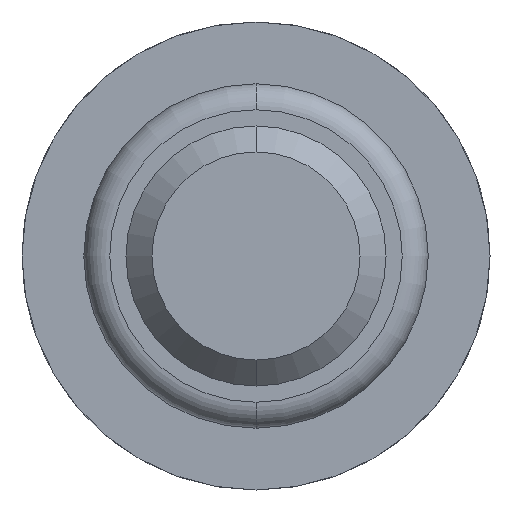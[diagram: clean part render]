
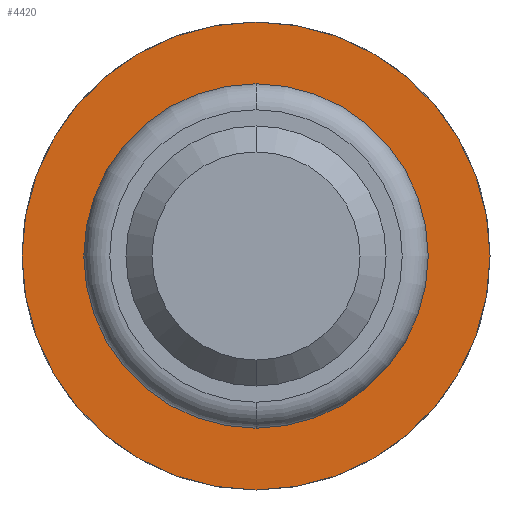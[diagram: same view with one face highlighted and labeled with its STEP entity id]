
A CAD part, front view. The second image highlights one B-rep face of the part: STEP entity #4420.
In plain terms, the highlighted planar face has unit normal (0, -1, 0).
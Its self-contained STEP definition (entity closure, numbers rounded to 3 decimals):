
#15 = CIRCLE ( 'NONE', #4446, 1.8 ) ;
#71 = DIRECTION ( 'NONE',  ( 0., 1., 0. ) ) ;
#78 = CIRCLE ( 'NONE', #3436, 1.8 ) ;
#126 = AXIS2_PLACEMENT_3D ( 'NONE', #4016, #1558, #169 ) ;
#169 = DIRECTION ( 'NONE',  ( 0., 0., 1. ) ) ;
#293 = EDGE_LOOP ( 'NONE', ( #4408, #4309 ) ) ;
#368 = EDGE_CURVE ( 'Defeature ausgef�hrt4_12+Defeature ausgef�hrt4_13+Defeature ausgef�hrt4_13+Defeature ausgef�hrt4_13', #2892, #4087, #15, .T. ) ;
#423 = DIRECTION ( 'NONE',  ( 0., 1., 0. ) ) ;
#757 = DIRECTION ( 'NONE',  ( 0., 0., 1. ) ) ;
#783 = EDGE_CURVE ( 'Defeature ausgef�hrt4_13+Defeature ausgef�hrt4_14+Defeature ausgef�hrt4_14+Defeature ausgef�hrt4_14', #4371, #4033, #1958, .T. ) ;
#906 = AXIS2_PLACEMENT_3D ( 'NONE', #3509, #2803, #1778 ) ;
#913 = FACE_BOUND ( 'NONE', #293, .T. ) ;
#1116 = CARTESIAN_POINT ( 'NONE',  ( 0., -1.8, 0. ) ) ;
#1133 = DIRECTION ( 'NONE',  ( 0., 0., 1. ) ) ;
#1531 = CIRCLE ( 'NONE', #126, 1.325 ) ;
#1558 = DIRECTION ( 'NONE',  ( 0., 1., 0. ) ) ;
#1778 = DIRECTION ( 'NONE',  ( 0., 0., 1. ) ) ;
#1795 = CARTESIAN_POINT ( 'NONE',  ( 0., -1.8, 0. ) ) ;
#1849 = DIRECTION ( 'NONE',  ( 0., 1., 0. ) ) ;
#1950 = EDGE_LOOP ( 'NONE', ( #3426, #3096 ) ) ;
#1958 = CIRCLE ( 'NONE', #2357, 1.325 ) ;
#2002 = EDGE_CURVE ( 'Defeature ausgef�hrt4_13+Defeature ausgef�hrt4_14+Defeature ausgef�hrt4_14+Defeature ausgef�hrt4_14', #4033, #4371, #1531, .T. ) ;
#2023 = CARTESIAN_POINT ( 'NONE',  ( 0., -1.8, 1.325 ) ) ;
#2155 = CARTESIAN_POINT ( 'NONE',  ( 0., -1.8, 0. ) ) ;
#2357 = AXIS2_PLACEMENT_3D ( 'NONE', #1795, #423, #1133 ) ;
#2803 = DIRECTION ( 'NONE',  ( 0., 1., 0. ) ) ;
#2892 = VERTEX_POINT ( 'NONE', #4519 ) ;
#2904 = DIRECTION ( 'NONE',  ( 0., 0., 1. ) ) ;
#3096 = ORIENTED_EDGE ( 'NONE', *, *, #4535, .F. ) ;
#3426 = ORIENTED_EDGE ( 'NONE', *, *, #368, .F. ) ;
#3436 = AXIS2_PLACEMENT_3D ( 'NONE', #1116, #71, #757 ) ;
#3509 = CARTESIAN_POINT ( 'NONE',  ( 1.8, -1.8, 0. ) ) ;
#3653 = CARTESIAN_POINT ( 'NONE',  ( 0., -1.8, -1.325 ) ) ;
#3854 = PLANE ( 'NONE',  #906 ) ;
#3909 = CARTESIAN_POINT ( 'NONE',  ( 0., -1.8, -1.8 ) ) ;
#4016 = CARTESIAN_POINT ( 'NONE',  ( 0., -1.8, 0. ) ) ;
#4033 = VERTEX_POINT ( 'NONE', #2023 ) ;
#4087 = VERTEX_POINT ( 'NONE', #3909 ) ;
#4309 = ORIENTED_EDGE ( 'NONE', *, *, #783, .T. ) ;
#4317 = FACE_OUTER_BOUND ( 'NONE', #1950, .T. ) ;
#4371 = VERTEX_POINT ( 'NONE', #3653 ) ;
#4408 = ORIENTED_EDGE ( 'NONE', *, *, #2002, .T. ) ;
#4420 = ADVANCED_FACE ( 'Defeature ausgef�hrt4_13', ( #4317, #913 ), #3854, .F. ) ;
#4446 = AXIS2_PLACEMENT_3D ( 'NONE', #2155, #1849, #2904 ) ;
#4519 = CARTESIAN_POINT ( 'NONE',  ( 0., -1.8, 1.8 ) ) ;
#4535 = EDGE_CURVE ( 'Defeature ausgef�hrt4_12+Defeature ausgef�hrt4_13+Defeature ausgef�hrt4_13+Defeature ausgef�hrt4_13', #4087, #2892, #78, .T. ) ;
